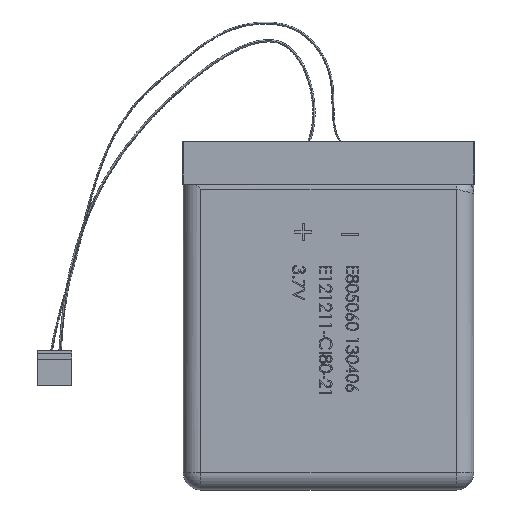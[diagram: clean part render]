
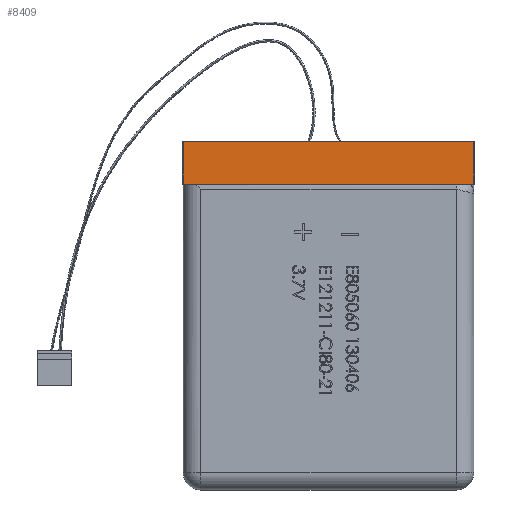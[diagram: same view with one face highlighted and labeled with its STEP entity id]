
A CAD part, top view. The second image highlights one B-rep face of the part: STEP entity #8409.
In plain terms, the highlighted planar face has unit normal (0, 0, 1).
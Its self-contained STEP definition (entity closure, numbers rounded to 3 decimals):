
#109 = DIRECTION ( 'NONE',  ( 0., -1., 0. ) ) ;
#471 = CARTESIAN_POINT ( 'NONE',  ( 25., 0., 8.375 ) ) ;
#903 = VERTEX_POINT ( 'NONE', #4051 ) ;
#1343 = AXIS2_PLACEMENT_3D ( 'NONE', #21949, #5304, #18398 ) ;
#2560 = DIRECTION ( 'NONE',  ( -1., 0., 0. ) ) ;
#2798 = EDGE_CURVE ( 'NONE', #903, #4162, #16668, .T. ) ;
#3091 = PLANE ( 'NONE',  #1343 ) ;
#4051 = CARTESIAN_POINT ( 'NONE',  ( -25., 29.966, 8.375 ) ) ;
#4162 = VERTEX_POINT ( 'NONE', #4166 ) ;
#4166 = CARTESIAN_POINT ( 'NONE',  ( -25., 22.633, 8.375 ) ) ;
#4515 = CARTESIAN_POINT ( 'NONE',  ( 25., 29.966, 8.375 ) ) ;
#4941 = VERTEX_POINT ( 'NONE', #23052 ) ;
#5304 = DIRECTION ( 'NONE',  ( 0., 0., -1. ) ) ;
#6076 = ORIENTED_EDGE ( 'NONE', *, *, #9783, .F. ) ;
#7042 = ORIENTED_EDGE ( 'NONE', *, *, #21787, .F. ) ;
#8133 = LINE ( 'NONE', #4515, #19429 ) ;
#8284 = EDGE_CURVE ( 'NONE', #12166, #903, #8133, .T. ) ;
#8409 = ADVANCED_FACE ( 'NONE', ( #15384 ), #3091, .F. ) ;
#8554 = EDGE_LOOP ( 'NONE', ( #12402, #7042, #6076, #22963 ) ) ;
#9783 = EDGE_CURVE ( 'NONE', #12166, #4941, #18152, .T. ) ;
#10305 = CARTESIAN_POINT ( 'NONE',  ( 25., 22.633, 8.375 ) ) ;
#10322 = VECTOR ( 'NONE', #18775, 1000. ) ;
#10879 = CARTESIAN_POINT ( 'NONE',  ( -25., 0., 8.375 ) ) ;
#12166 = VERTEX_POINT ( 'NONE', #14749 ) ;
#12402 = ORIENTED_EDGE ( 'NONE', *, *, #2798, .T. ) ;
#12605 = VECTOR ( 'NONE', #109, 1000. ) ;
#14749 = CARTESIAN_POINT ( 'NONE',  ( 25., 29.966, 8.375 ) ) ;
#15384 = FACE_OUTER_BOUND ( 'NONE', #8554, .T. ) ;
#16668 = LINE ( 'NONE', #10879, #12605 ) ;
#18152 = LINE ( 'NONE', #471, #10322 ) ;
#18176 = VECTOR ( 'NONE', #23604, 1000. ) ;
#18398 = DIRECTION ( 'NONE',  ( -1., 0., 0. ) ) ;
#18775 = DIRECTION ( 'NONE',  ( 0., -1., 0. ) ) ;
#19429 = VECTOR ( 'NONE', #2560, 1000. ) ;
#21633 = LINE ( 'NONE', #10305, #18176 ) ;
#21787 = EDGE_CURVE ( 'NONE', #4941, #4162, #21633, .T. ) ;
#21949 = CARTESIAN_POINT ( 'NONE',  ( 25., 0., 8.375 ) ) ;
#22963 = ORIENTED_EDGE ( 'NONE', *, *, #8284, .T. ) ;
#23052 = CARTESIAN_POINT ( 'NONE',  ( 25., 22.633, 8.375 ) ) ;
#23604 = DIRECTION ( 'NONE',  ( -1., 0., 0. ) ) ;
